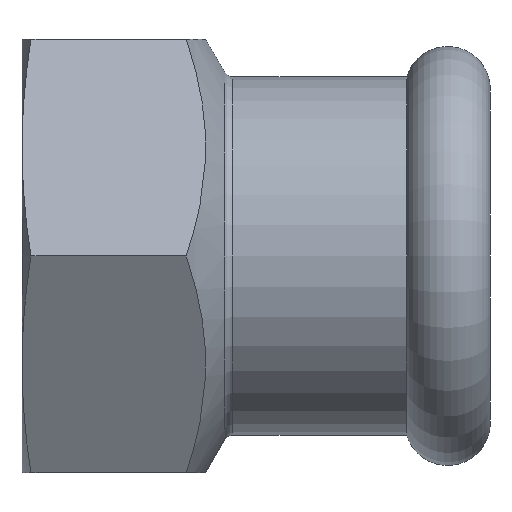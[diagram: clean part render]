
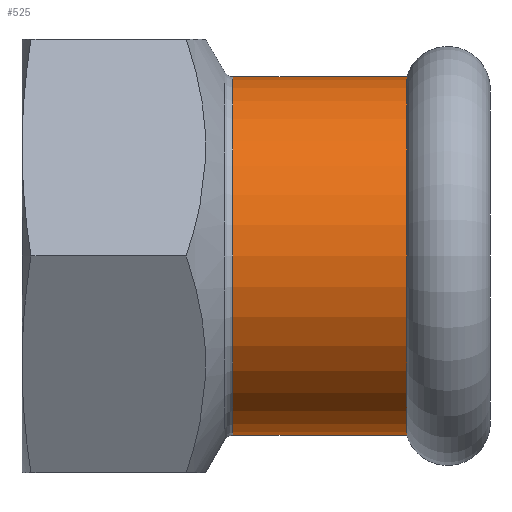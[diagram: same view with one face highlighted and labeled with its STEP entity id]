
A CAD part, left-side view. The second image highlights one B-rep face of the part: STEP entity #525.
In plain terms, the highlighted cylindrical face has radius 15.7 mm (diameter 31.4 mm), a full revolution.
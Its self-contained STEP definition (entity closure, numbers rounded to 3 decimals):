
#58=LINE('',#912,#74);
#74=VECTOR('',#722,15.7);
#89=CYLINDRICAL_SURFACE('',#602,15.7);
#102=FACE_OUTER_BOUND('',#134,.T.);
#134=EDGE_LOOP('',(#396,#397,#398,#399,#400,#401));
#159=CIRCLE('',#569,15.7);
#160=CIRCLE('',#570,15.7);
#180=CIRCLE('',#596,15.7);
#184=CIRCLE('',#600,15.7);
#207=VERTEX_POINT('',#825);
#208=VERTEX_POINT('',#826);
#225=VERTEX_POINT('',#872);
#226=VERTEX_POINT('',#873);
#262=EDGE_CURVE('',#207,#208,#159,.T.);
#263=EDGE_CURVE('',#208,#207,#160,.T.);
#285=EDGE_CURVE('',#225,#226,#180,.T.);
#289=EDGE_CURVE('',#226,#225,#184,.T.);
#298=EDGE_CURVE('',#226,#208,#58,.T.);
#396=ORIENTED_EDGE('',*,*,#285,.F.);
#397=ORIENTED_EDGE('',*,*,#289,.F.);
#398=ORIENTED_EDGE('',*,*,#298,.T.);
#399=ORIENTED_EDGE('',*,*,#263,.T.);
#400=ORIENTED_EDGE('',*,*,#262,.T.);
#401=ORIENTED_EDGE('',*,*,#298,.F.);
#525=ADVANCED_FACE('',(#102),#89,.T.);
#569=AXIS2_PLACEMENT_3D('',#827,#651,#652);
#570=AXIS2_PLACEMENT_3D('',#828,#653,#654);
#596=AXIS2_PLACEMENT_3D('',#874,#707,#708);
#600=AXIS2_PLACEMENT_3D('',#880,#715,#716);
#602=AXIS2_PLACEMENT_3D('',#911,#720,#721);
#651=DIRECTION('center_axis',(0.,1.,0.));
#652=DIRECTION('ref_axis',(0.,0.,1.));
#653=DIRECTION('center_axis',(0.,1.,0.));
#654=DIRECTION('ref_axis',(0.,0.,1.));
#707=DIRECTION('center_axis',(0.,1.,0.));
#708=DIRECTION('ref_axis',(0.,0.,-1.));
#715=DIRECTION('center_axis',(0.,1.,0.));
#716=DIRECTION('ref_axis',(0.,0.,-1.));
#720=DIRECTION('center_axis',(0.,1.,0.));
#721=DIRECTION('ref_axis',(0.,0.,1.));
#722=DIRECTION('',(0.,-1.,0.));
#825=CARTESIAN_POINT('',(0.,7.297,15.7));
#826=CARTESIAN_POINT('',(0.,7.297,-15.7));
#827=CARTESIAN_POINT('Origin',(0.,7.297,0.));
#828=CARTESIAN_POINT('Origin',(0.,7.297,0.));
#872=CARTESIAN_POINT('',(0.,22.538,15.7));
#873=CARTESIAN_POINT('',(0.,22.538,-15.7));
#874=CARTESIAN_POINT('Origin',(0.,22.538,0.));
#880=CARTESIAN_POINT('Origin',(0.,22.538,0.));
#911=CARTESIAN_POINT('Origin',(0.,15.149,0.));
#912=CARTESIAN_POINT('',(0.,15.149,-15.7));
